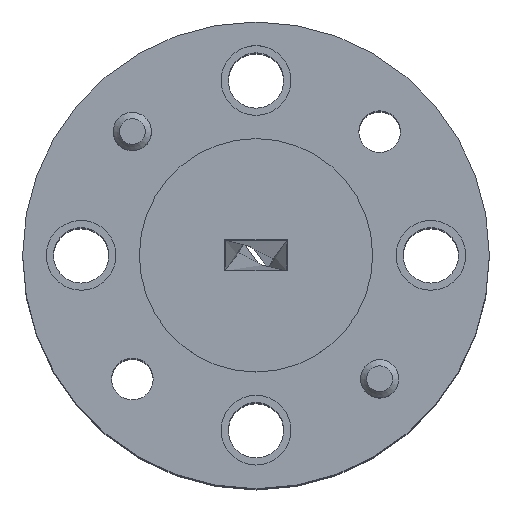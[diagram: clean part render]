
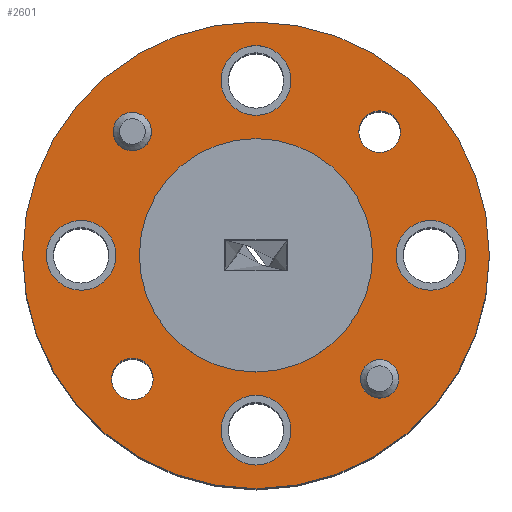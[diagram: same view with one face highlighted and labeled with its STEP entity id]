
A CAD part, top view. The second image highlights one B-rep face of the part: STEP entity #2601.
In plain terms, the highlighted planar face has unit normal (0, 0, 1).
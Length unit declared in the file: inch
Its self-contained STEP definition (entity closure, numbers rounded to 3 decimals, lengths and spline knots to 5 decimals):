
#12 = CIRCLE ( 'NONE', #1208, 0.056 ) ;
#20 = EDGE_CURVE ( 'NONE', #2125, #2125, #12, .T. ) ;
#31 = PLANE ( 'NONE',  #3069 ) ;
#37 = DIRECTION ( 'NONE',  ( 1., 0., 0. ) ) ;
#52 = CARTESIAN_POINT ( 'NONE',  ( 0.1875, 0., 0. ) ) ;
#60 = CARTESIAN_POINT ( 'NONE',  ( -0.16795, 0.1987, 0. ) ) ;
#65 = EDGE_LOOP ( 'NONE', ( #2217 ) ) ;
#68 = DIRECTION ( 'NONE',  ( 1., 0., 0. ) ) ;
#95 = CARTESIAN_POINT ( 'NONE',  ( 0.281, 0., 0. ) ) ;
#120 = DIRECTION ( 'NONE',  ( 1., 0., 0. ) ) ;
#142 = CARTESIAN_POINT ( 'NONE',  ( 0.056, 0.281, 0. ) ) ;
#183 = AXIS2_PLACEMENT_3D ( 'NONE', #2884, #1197, #68 ) ;
#187 = DIRECTION ( 'NONE',  ( 0., 0., 1. ) ) ;
#196 = ORIENTED_EDGE ( 'NONE', *, *, #2858, .F. ) ;
#236 = EDGE_LOOP ( 'NONE', ( #3407 ) ) ;
#304 = CIRCLE ( 'NONE', #2533, 0.0335 ) ;
#325 = VERTEX_POINT ( 'NONE', #905 ) ;
#329 = DIRECTION ( 'NONE',  ( 0., 0., 1. ) ) ;
#359 = EDGE_CURVE ( 'NONE', #3209, #3209, #743, .T. ) ;
#430 = EDGE_LOOP ( 'NONE', ( #196 ) ) ;
#465 = EDGE_CURVE ( 'NONE', #2391, #2391, #1743, .T. ) ;
#484 = VERTEX_POINT ( 'NONE', #2202 ) ;
#506 = EDGE_LOOP ( 'NONE', ( #1898 ) ) ;
#507 = CIRCLE ( 'NONE', #1404, 0.375 ) ;
#546 = DIRECTION ( 'NONE',  ( 1., 0., 0. ) ) ;
#583 = FACE_BOUND ( 'NONE', #1978, .T. ) ;
#598 = FACE_BOUND ( 'NONE', #2672, .T. ) ;
#602 = VERTEX_POINT ( 'NONE', #1217 ) ;
#743 = CIRCLE ( 'NONE', #1806, 0.056 ) ;
#827 = ORIENTED_EDGE ( 'NONE', *, *, #3155, .F. ) ;
#895 = EDGE_CURVE ( 'NONE', #484, #484, #1100, .T. ) ;
#901 = FACE_BOUND ( 'NONE', #3211, .T. ) ;
#905 = CARTESIAN_POINT ( 'NONE',  ( -0.1652, -0.1987, 0. ) ) ;
#907 = CARTESIAN_POINT ( 'NONE',  ( 0., -0.281, 0. ) ) ;
#935 = EDGE_LOOP ( 'NONE', ( #2541 ) ) ;
#967 = CARTESIAN_POINT ( 'NONE',  ( 0.1987, -0.1987, 0. ) ) ;
#1043 = EDGE_CURVE ( 'NONE', #3313, #3313, #507, .T. ) ;
#1073 = ORIENTED_EDGE ( 'NONE', *, *, #895, .F. ) ;
#1088 = CARTESIAN_POINT ( 'NONE',  ( 0.375, 0., 0. ) ) ;
#1090 = AXIS2_PLACEMENT_3D ( 'NONE', #3192, #2251, #3073 ) ;
#1091 = CARTESIAN_POINT ( 'NONE',  ( 0., 0.281, 0. ) ) ;
#1100 = CIRCLE ( 'NONE', #1456, 0.056 ) ;
#1160 = FACE_BOUND ( 'NONE', #506, .T. ) ;
#1194 = CARTESIAN_POINT ( 'NONE',  ( 0., 0., 0. ) ) ;
#1197 = DIRECTION ( 'NONE',  ( 0., 0., 1. ) ) ;
#1199 = VERTEX_POINT ( 'NONE', #2059 ) ;
#1208 = AXIS2_PLACEMENT_3D ( 'NONE', #95, #1220, #2680 ) ;
#1217 = CARTESIAN_POINT ( 'NONE',  ( -0.225, 0., 0. ) ) ;
#1220 = DIRECTION ( 'NONE',  ( 0., 0., 1. ) ) ;
#1297 = CARTESIAN_POINT ( 'NONE',  ( -0.1987, 0.1987, 0. ) ) ;
#1331 = ORIENTED_EDGE ( 'NONE', *, *, #3626, .F. ) ;
#1388 = CIRCLE ( 'NONE', #183, 0.1875 ) ;
#1404 = AXIS2_PLACEMENT_3D ( 'NONE', #3238, #1763, #3486 ) ;
#1456 = AXIS2_PLACEMENT_3D ( 'NONE', #907, #2888, #3467 ) ;
#1739 = DIRECTION ( 'NONE',  ( 1., 0., 0. ) ) ;
#1743 = CIRCLE ( 'NONE', #3503, 0.03075 ) ;
#1763 = DIRECTION ( 'NONE',  ( 0., 0., 1. ) ) ;
#1775 = FACE_OUTER_BOUND ( 'NONE', #65, .T. ) ;
#1806 = AXIS2_PLACEMENT_3D ( 'NONE', #1091, #187, #2462 ) ;
#1855 = CARTESIAN_POINT ( 'NONE',  ( 0.2322, 0.1987, 0. ) ) ;
#1867 = CARTESIAN_POINT ( 'NONE',  ( -0.1987, -0.1987, 0. ) ) ;
#1898 = ORIENTED_EDGE ( 'NONE', *, *, #3495, .F. ) ;
#1964 = DIRECTION ( 'NONE',  ( 0., 0., 1. ) ) ;
#1978 = EDGE_LOOP ( 'NONE', ( #827 ) ) ;
#2003 = FACE_BOUND ( 'NONE', #236, .T. ) ;
#2059 = CARTESIAN_POINT ( 'NONE',  ( 0.22945, -0.1987, 0. ) ) ;
#2084 = CIRCLE ( 'NONE', #2274, 0.056 ) ;
#2125 = VERTEX_POINT ( 'NONE', #2371 ) ;
#2155 = DIRECTION ( 'NONE',  ( 0., 0., 1. ) ) ;
#2160 = VERTEX_POINT ( 'NONE', #1855 ) ;
#2176 = DIRECTION ( 'NONE',  ( 1., 0., 0. ) ) ;
#2202 = CARTESIAN_POINT ( 'NONE',  ( 0.056, -0.281, 0. ) ) ;
#2217 = ORIENTED_EDGE ( 'NONE', *, *, #1043, .T. ) ;
#2251 = DIRECTION ( 'NONE',  ( 0., 0., 1. ) ) ;
#2274 = AXIS2_PLACEMENT_3D ( 'NONE', #3050, #1964, #546 ) ;
#2339 = DIRECTION ( 'NONE',  ( 0., 0., 1. ) ) ;
#2371 = CARTESIAN_POINT ( 'NONE',  ( 0.337, 0., 0. ) ) ;
#2391 = VERTEX_POINT ( 'NONE', #60 ) ;
#2399 = AXIS2_PLACEMENT_3D ( 'NONE', #967, #329, #37 ) ;
#2462 = DIRECTION ( 'NONE',  ( 1., 0., 0. ) ) ;
#2533 = AXIS2_PLACEMENT_3D ( 'NONE', #1867, #2705, #120 ) ;
#2541 = ORIENTED_EDGE ( 'NONE', *, *, #3324, .F. ) ;
#2597 = FACE_BOUND ( 'NONE', #430, .T. ) ;
#2601 = ADVANCED_FACE ( 'NONE', ( #1160, #2003, #3462, #598, #2597, #3163, #901, #3505, #583, #1775 ), #31, .T. ) ;
#2672 = EDGE_LOOP ( 'NONE', ( #1073 ) ) ;
#2680 = DIRECTION ( 'NONE',  ( 1., 0., 0. ) ) ;
#2705 = DIRECTION ( 'NONE',  ( 0., 0., 1. ) ) ;
#2779 = CIRCLE ( 'NONE', #2399, 0.03075 ) ;
#2802 = ORIENTED_EDGE ( 'NONE', *, *, #20, .F. ) ;
#2858 = EDGE_CURVE ( 'NONE', #602, #602, #2084, .T. ) ;
#2884 = CARTESIAN_POINT ( 'NONE',  ( 0., 0., 0. ) ) ;
#2888 = DIRECTION ( 'NONE',  ( 0., 0., 1. ) ) ;
#2904 = VERTEX_POINT ( 'NONE', #52 ) ;
#3050 = CARTESIAN_POINT ( 'NONE',  ( -0.281, 0., 0. ) ) ;
#3069 = AXIS2_PLACEMENT_3D ( 'NONE', #1194, #2339, #1739 ) ;
#3073 = DIRECTION ( 'NONE',  ( 1., 0., 0. ) ) ;
#3098 = EDGE_LOOP ( 'NONE', ( #2802 ) ) ;
#3155 = EDGE_CURVE ( 'NONE', #2904, #2904, #1388, .T. ) ;
#3163 = FACE_BOUND ( 'NONE', #3098, .T. ) ;
#3192 = CARTESIAN_POINT ( 'NONE',  ( 0.1987, 0.1987, 0. ) ) ;
#3209 = VERTEX_POINT ( 'NONE', #142 ) ;
#3211 = EDGE_LOOP ( 'NONE', ( #1331 ) ) ;
#3238 = CARTESIAN_POINT ( 'NONE',  ( 0., 0., 0. ) ) ;
#3313 = VERTEX_POINT ( 'NONE', #1088 ) ;
#3324 = EDGE_CURVE ( 'NONE', #325, #325, #304, .T. ) ;
#3382 = EDGE_LOOP ( 'NONE', ( #3418 ) ) ;
#3407 = ORIENTED_EDGE ( 'NONE', *, *, #465, .F. ) ;
#3418 = ORIENTED_EDGE ( 'NONE', *, *, #359, .F. ) ;
#3462 = FACE_BOUND ( 'NONE', #3382, .T. ) ;
#3467 = DIRECTION ( 'NONE',  ( 1., 0., 0. ) ) ;
#3486 = DIRECTION ( 'NONE',  ( 1., 0., 0. ) ) ;
#3495 = EDGE_CURVE ( 'NONE', #1199, #1199, #2779, .T. ) ;
#3503 = AXIS2_PLACEMENT_3D ( 'NONE', #1297, #2155, #2176 ) ;
#3505 = FACE_BOUND ( 'NONE', #935, .T. ) ;
#3622 = CIRCLE ( 'NONE', #1090, 0.0335 ) ;
#3626 = EDGE_CURVE ( 'NONE', #2160, #2160, #3622, .T. ) ;
